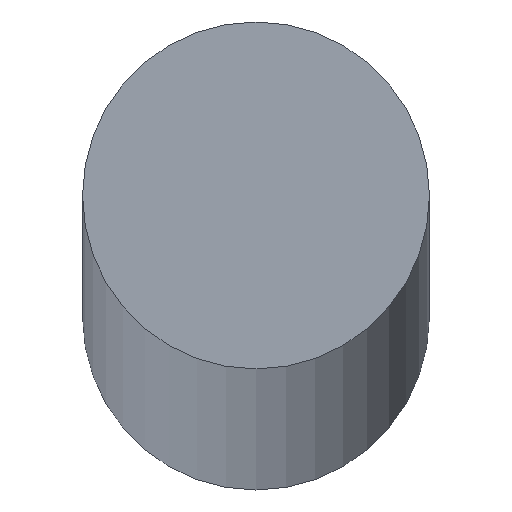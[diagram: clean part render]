
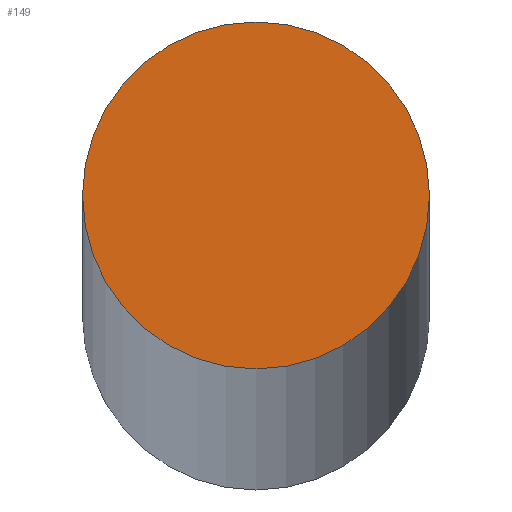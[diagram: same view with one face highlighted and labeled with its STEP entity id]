
A CAD part, top view. The second image highlights one B-rep face of the part: STEP entity #149.
In plain terms, the highlighted planar face has unit normal (0, 0, 1).
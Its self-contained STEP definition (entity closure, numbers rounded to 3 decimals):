
#1 = DIRECTION ( 'NONE',  ( 1., 0., 0. ) ) ;
#2 = CARTESIAN_POINT ( 'NONE',  ( 2.5, 0., 500. ) ) ;
#6 = CARTESIAN_POINT ( 'NONE',  ( -2.5, 0., 500. ) ) ;
#7 = DIRECTION ( 'NONE',  ( 0., 0., 1. ) ) ;
#11 = PLANE ( 'NONE',  #116 ) ;
#12 = DIRECTION ( 'NONE',  ( 0., 0., 1. ) ) ;
#17 = DIRECTION ( 'NONE',  ( 1., 0., 0. ) ) ;
#24 = CARTESIAN_POINT ( 'NONE',  ( 0., 0., 500. ) ) ;
#25 = DIRECTION ( 'NONE',  ( 1., 0., 0. ) ) ;
#27 = CARTESIAN_POINT ( 'NONE',  ( 0., 0., 500. ) ) ;
#30 = DIRECTION ( 'NONE',  ( 0., 0., 1. ) ) ;
#82 = VERTEX_POINT ( 'NONE', #6 ) ;
#83 = VERTEX_POINT ( 'NONE', #2 ) ;
#86 = EDGE_LOOP ( 'NONE', ( #89, #90 ) ) ;
#89 = ORIENTED_EDGE ( 'NONE', *, *, #146, .T. ) ;
#90 = ORIENTED_EDGE ( 'NONE', *, *, #154, .T. ) ;
#93 = CARTESIAN_POINT ( 'NONE',  ( 0., 0., 500. ) ) ;
#116 = AXIS2_PLACEMENT_3D ( 'NONE', #27, #12, #17 ) ;
#118 = AXIS2_PLACEMENT_3D ( 'NONE', #24, #30, #25 ) ;
#129 = FACE_OUTER_BOUND ( 'NONE', #86, .T. ) ;
#132 = AXIS2_PLACEMENT_3D ( 'NONE', #93, #7, #1 ) ;
#146 = EDGE_CURVE ( 'NONE', #82, #83, #162, .T. ) ;
#149 = ADVANCED_FACE ( 'NONE', ( #129 ), #11, .T. ) ;
#154 = EDGE_CURVE ( 'NONE', #83, #82, #157, .T. ) ;
#157 = CIRCLE ( 'NONE', #118, 2.5 ) ;
#162 = CIRCLE ( 'NONE', #132, 2.5 ) ;
